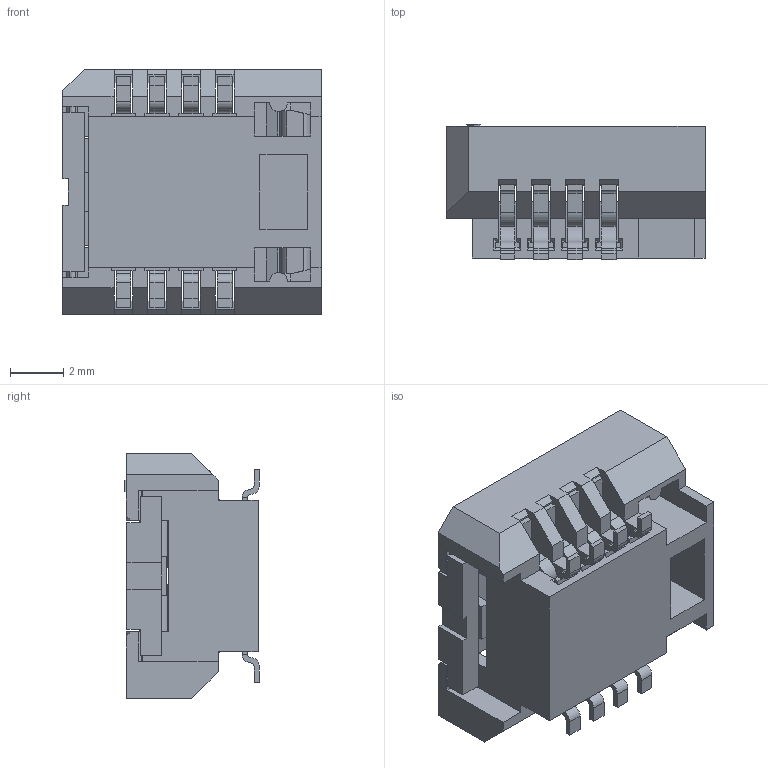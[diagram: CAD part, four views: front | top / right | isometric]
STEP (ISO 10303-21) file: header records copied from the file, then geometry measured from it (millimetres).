
FILE_DESCRIPTION((''),'2;1');
FILE_NAME('S-91960-008XX-XX','2012-05-02T',('ouchwu'),(''),'PRO/ENGINEER BY PARAMETRIC TECHNOLOGY CORPORATION, 2007450','PRO/ENGINEER BY PARAMETRIC TECHNOLOGY CORPORATION, 2007450','');
FILE_SCHEMA(('CONFIG_CONTROL_DESIGN'));
Length unit declared in the file: millimetre
Products named in the file (1): S-91960-008XX-XX
Bounding box: 9.7 x 5.07 x 9.2 mm (x, y, z)
Volume: 200.7 mm3; surface area: 787.3 mm2
Topology: 1 solids, 1 shells, 736 faces, 2236 edges, 1466 vertices
Faces by surface type: plane 593, cylinder 139, bspline 4
Entity records: 25628 total; most frequent: CARTESIAN_POINT 5276, ORIENTED_EDGE 4472, DIRECTION 4000, EDGE_CURVE 2236, VECTOR 1880, LINE 1880, VERTEX_POINT 1466, AXIS2_PLACEMENT_3D 1060
